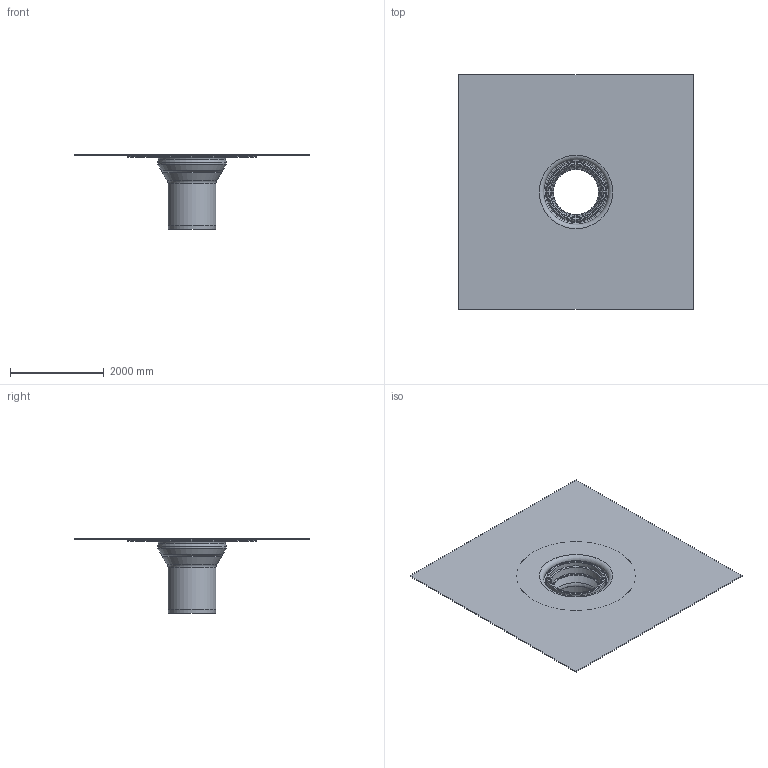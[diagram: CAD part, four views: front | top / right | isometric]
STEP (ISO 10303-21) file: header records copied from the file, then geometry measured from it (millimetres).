
FILE_DESCRIPTION(/* description */ (''),/* implementation_level */ '2;1');
FILE_NAME(/* name */ '16204.070X_3D.stp',/* time_stamp */ '2025-01-06T10:01:51+01:00',/* author */ ('c.rudolph'),/* organization */ (''),/* preprocessor_version */ 'ST-DEVELOPER v20',/* originating_system */ 'AutoCAD Mechanical',/* authorisation */ '');
FILE_SCHEMA (('AUTOMOTIVE_DESIGN { 1 0 10303 214 3 1 1 }'));
Length unit declared in the file: centimetre
Products named in the file (2): Product; *S0
Assembly tree (1 placements, depth 2):
  Product
    *S0
Bounding box: 5000 x 5000 x 1585 mm (x, y, z)
Volume: 678924820.9 mm3; surface area: 77726864 mm2
Topology: 5 solids, 6 shells, 83 faces, 192 edges, 125 vertices
Faces by surface type: torus 26, cone 24, plane 19, cylinder 14
Full cylindrical faces by diameter (mm): 960 x1, 980 x1, 1020 x1, 1150 x1, 1160 x2, 1200 x3, 1400 x2, 1430 x2, 1460 x1
Entity records: 2525 total; most frequent: DIRECTION 505, CARTESIAN_POINT 403, ORIENTED_EDGE 382, AXIS2_PLACEMENT_3D 227, EDGE_CURVE 191, CIRCLE 141, VERTEX_POINT 123, EDGE_LOOP 98
